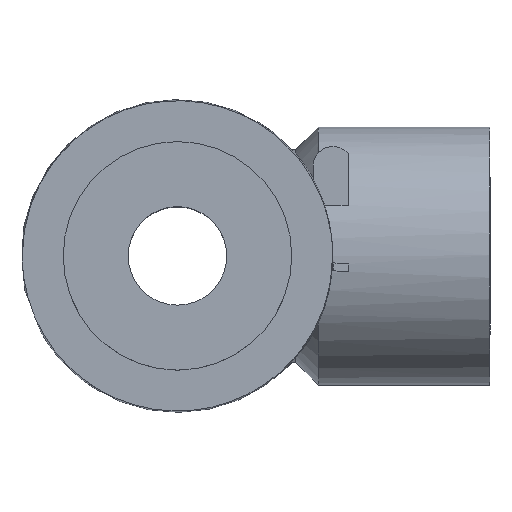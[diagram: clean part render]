
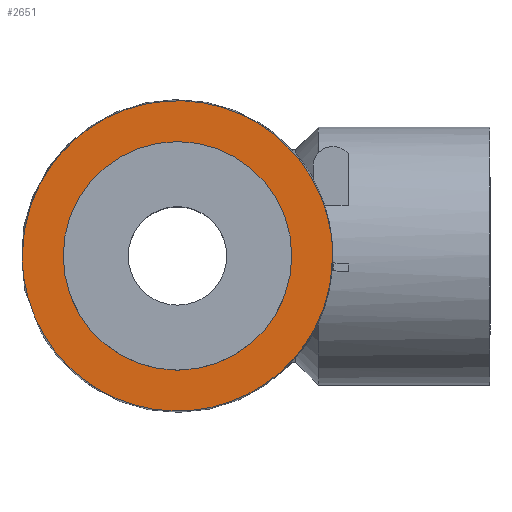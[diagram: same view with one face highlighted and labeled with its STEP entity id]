
A CAD part, top view. The second image highlights one B-rep face of the part: STEP entity #2651.
In plain terms, the highlighted planar face has unit normal (0, 0, 1).
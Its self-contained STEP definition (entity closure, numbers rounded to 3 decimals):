
#1233=CARTESIAN_POINT('Control Point',(500.622,-995.,34.)) ;
#1234=CARTESIAN_POINT('Control Point',(500.622,-991.926,34.)) ;
#1235=CARTESIAN_POINT('Control Point',(500.926,-988.852,34.)) ;
#1236=CARTESIAN_POINT('Control Point',(501.526,-985.818,34.)) ;
#1237=CARTESIAN_POINT('Control Point',(503.303,-979.901,34.)) ;
#1238=CARTESIAN_POINT('Control Point',(506.204,-974.446,34.)) ;
#1239=CARTESIAN_POINT('Control Point',(507.914,-971.869,34.)) ;
#1240=CARTESIAN_POINT('Control Point',(511.809,-967.073,34.)) ;
#1241=CARTESIAN_POINT('Control Point',(516.567,-963.133,34.)) ;
#1242=CARTESIAN_POINT('Control Point',(519.129,-961.4,34.)) ;
#1243=CARTESIAN_POINT('Control Point',(524.556,-958.447,34.)) ;
#1244=CARTESIAN_POINT('Control Point',(530.456,-956.613,34.)) ;
#1245=CARTESIAN_POINT('Control Point',(533.485,-955.986,34.)) ;
#1246=CARTESIAN_POINT('Control Point',(539.627,-955.321,34.)) ;
#1247=CARTESIAN_POINT('Control Point',(545.78,-955.869,34.)) ;
#1248=CARTESIAN_POINT('Control Point',(548.82,-956.442,34.)) ;
#1249=CARTESIAN_POINT('Control Point',(554.753,-958.163,34.)) ;
#1250=CARTESIAN_POINT('Control Point',(560.235,-961.011,34.)) ;
#1251=CARTESIAN_POINT('Control Point',(562.828,-962.698,34.)) ;
#1252=CARTESIAN_POINT('Control Point',(567.66,-966.548,34.)) ;
#1253=CARTESIAN_POINT('Control Point',(571.646,-971.268,34.)) ;
#1254=CARTESIAN_POINT('Control Point',(573.402,-973.814,34.)) ;
#1255=CARTESIAN_POINT('Control Point',(576.478,-979.343,34.)) ;
#1256=CARTESIAN_POINT('Control Point',(578.387,-985.378,34.)) ;
#1257=CARTESIAN_POINT('Control Point',(579.044,-988.556,34.)) ;
#1258=CARTESIAN_POINT('Control Point',(579.378,-991.778,34.)) ;
#1259=CARTESIAN_POINT('Control Point',(579.378,-995.,34.)) ;
#1260=CARTESIAN_POINT('Vertex',(579.378,-995.,34.)) ;
#1262=CARTESIAN_POINT('Vertex',(500.622,-995.,34.)) ;
#1509=CARTESIAN_POINT('Control Point',(579.378,-995.,34.)) ;
#1510=CARTESIAN_POINT('Control Point',(579.378,-1000.154,34.)) ;
#1511=CARTESIAN_POINT('Control Point',(577.327,-1010.462,34.)) ;
#1512=CARTESIAN_POINT('Control Point',(568.569,-1023.569,34.)) ;
#1513=CARTESIAN_POINT('Control Point',(555.462,-1032.327,34.)) ;
#1514=CARTESIAN_POINT('Control Point',(540.,-1035.403,34.)) ;
#1515=CARTESIAN_POINT('Control Point',(524.538,-1032.327,34.)) ;
#1516=CARTESIAN_POINT('Control Point',(511.431,-1023.569,34.)) ;
#1517=CARTESIAN_POINT('Control Point',(502.673,-1010.462,34.)) ;
#1518=CARTESIAN_POINT('Control Point',(500.622,-1000.154,34.)) ;
#1519=CARTESIAN_POINT('Control Point',(500.622,-995.,34.)) ;
#2608=CARTESIAN_POINT('Axis2P3D Location',(540.,-995.,34.)) ;
#2617=CARTESIAN_POINT('Axis2P3D Location',(540.,-995.,34.)) ;
#2621=CARTESIAN_POINT('Vertex',(569.,-995.,34.)) ;
#2623=CARTESIAN_POINT('Vertex',(540.,-1024.,34.)) ;
#2626=CARTESIAN_POINT('Axis2P3D Location',(540.,-995.,34.)) ;
#2630=CARTESIAN_POINT('Vertex',(511.,-995.,34.)) ;
#2633=CARTESIAN_POINT('Axis2P3D Location',(540.,-995.,34.)) ;
#2637=CARTESIAN_POINT('Vertex',(540.,-966.,34.)) ;
#2640=CARTESIAN_POINT('Axis2P3D Location',(540.,-995.,34.)) ;
#2609=DIRECTION('Axis2P3D Direction',(0.,0.,1.)) ;
#2610=DIRECTION('Axis2P3D XDirection',(0.,-1.,0.)) ;
#2618=DIRECTION('Axis2P3D Direction',(0.,0.,1.)) ;
#2627=DIRECTION('Axis2P3D Direction',(0.,0.,1.)) ;
#2634=DIRECTION('Axis2P3D Direction',(0.,0.,1.)) ;
#2641=DIRECTION('Axis2P3D Direction',(0.,0.,1.)) ;
#2611=AXIS2_PLACEMENT_3D('Plane Axis2P3D',#2608,#2609,#2610) ;
#2619=AXIS2_PLACEMENT_3D('Circle Axis2P3D',#2617,#2618,$) ;
#2628=AXIS2_PLACEMENT_3D('Circle Axis2P3D',#2626,#2627,$) ;
#2635=AXIS2_PLACEMENT_3D('Circle Axis2P3D',#2633,#2634,$) ;
#2642=AXIS2_PLACEMENT_3D('Circle Axis2P3D',#2640,#2641,$) ;
#2614=ORIENTED_EDGE('',*,*,#1264,.T.) ;
#2615=ORIENTED_EDGE('',*,*,#1520,.T.) ;
#2646=ORIENTED_EDGE('',*,*,#2625,.T.) ;
#2647=ORIENTED_EDGE('',*,*,#2632,.T.) ;
#2648=ORIENTED_EDGE('',*,*,#2639,.T.) ;
#2649=ORIENTED_EDGE('',*,*,#2644,.T.) ;
#2650=FACE_BOUND('',#2645,.T.) ;
#2651=ADVANCED_FACE('Part 1',(#2616,#2650),#2612,.T.) ;
#1232=B_SPLINE_CURVE_WITH_KNOTS('',5,(#1233,#1234,#1235,#1236,#1237,#1238,#1239,#1240,#1241,#1242,#1243,#1244,#1245,#1246,#1247,#1248,#1249,#1250,#1251,#1252,#1253,#1254,#1255,#1256,#1257,#1258,#1259),.UNSPECIFIED.,.F.,.U.,(6,3,3,3,3,3,3,3,6),(0.,21.017,42.034,63.05,84.067,105.084,126.101,147.117,169.148),.UNSPECIFIED.) ;
#1508=B_SPLINE_CURVE_WITH_KNOTS('',3,(#1509,#1510,#1511,#1512,#1513,#1514,#1515,#1516,#1517,#1518,#1519),.UNSPECIFIED.,.F.,.U.,(4,1,1,1,1,1,1,1,4),(115.356,129.776,144.195,158.615,173.034,187.454,201.873,216.293,230.712),.UNSPECIFIED.) ;
#2620=CIRCLE('generated circle',#2619,29.) ;
#2629=CIRCLE('generated circle',#2628,29.) ;
#2636=CIRCLE('generated circle',#2635,29.) ;
#2643=CIRCLE('generated circle',#2642,29.) ;
#1264=EDGE_CURVE('',#1261,#1263,#1232,.F.) ;
#1520=EDGE_CURVE('',#1263,#1261,#1508,.F.) ;
#2625=EDGE_CURVE('',#2622,#2624,#2620,.F.) ;
#2632=EDGE_CURVE('',#2624,#2631,#2629,.F.) ;
#2639=EDGE_CURVE('',#2631,#2638,#2636,.F.) ;
#2644=EDGE_CURVE('',#2638,#2622,#2643,.F.) ;
#2613=EDGE_LOOP('',(#2614,#2615)) ;
#2645=EDGE_LOOP('',(#2646,#2647,#2648,#2649)) ;
#2616=FACE_OUTER_BOUND('',#2613,.T.) ;
#2612=PLANE('',#2611) ;
#1261=VERTEX_POINT('',#1260) ;
#1263=VERTEX_POINT('',#1262) ;
#2622=VERTEX_POINT('',#2621) ;
#2624=VERTEX_POINT('',#2623) ;
#2631=VERTEX_POINT('',#2630) ;
#2638=VERTEX_POINT('',#2637) ;
